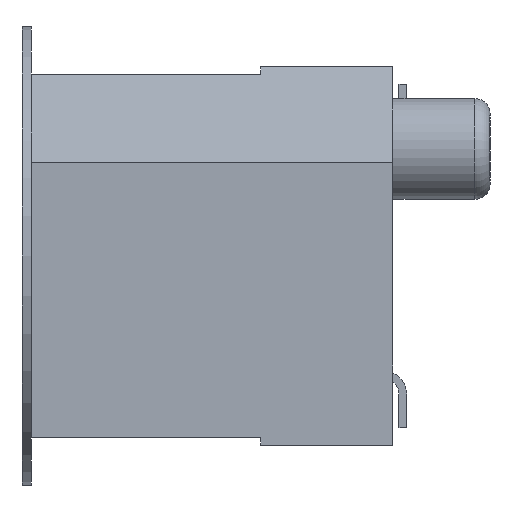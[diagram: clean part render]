
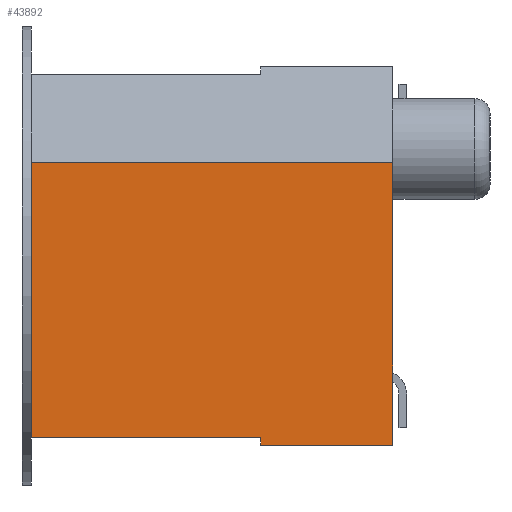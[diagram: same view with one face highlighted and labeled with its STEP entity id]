
A CAD part, left-side view. The second image highlights one B-rep face of the part: STEP entity #43892.
In plain terms, the highlighted planar face has unit normal (-1, 0, 0).
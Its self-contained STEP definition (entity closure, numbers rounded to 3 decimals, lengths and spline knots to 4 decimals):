
#1869=ORIENTED_EDGE('',*,*,#14711,.T.);
#1870=ORIENTED_EDGE('',*,*,#14712,.T.);
#1871=ORIENTED_EDGE('',*,*,#14708,.T.);
#1872=ORIENTED_EDGE('',*,*,#13906,.T.);
#1873=ORIENTED_EDGE('',*,*,#14713,.F.);
#1874=ORIENTED_EDGE('',*,*,#14714,.F.);
#13906=EDGE_CURVE('',#20488,#20487,#24875,.T.);
#14708=EDGE_CURVE('',#20968,#20488,#25677,.T.);
#14711=EDGE_CURVE('',#20970,#20971,#25680,.T.);
#14712=EDGE_CURVE('',#20971,#20968,#25681,.T.);
#14713=EDGE_CURVE('',#20972,#20487,#25682,.T.);
#14714=EDGE_CURVE('',#20970,#20972,#25683,.T.);
#20487=VERTEX_POINT('',#60185);
#20488=VERTEX_POINT('',#60187);
#20968=VERTEX_POINT('',#61710);
#20970=VERTEX_POINT('',#61716);
#20971=VERTEX_POINT('',#61717);
#20972=VERTEX_POINT('',#61720);
#24875=LINE('',#60186,#31123);
#25677=LINE('',#61709,#31925);
#25680=LINE('',#61715,#31928);
#25681=LINE('',#61718,#31929);
#25682=LINE('',#61719,#31930);
#25683=LINE('',#61721,#31931);
#31123=VECTOR('',#48657,1000.);
#31925=VECTOR('',#49941,1000.);
#31928=VECTOR('',#49946,1000.);
#31929=VECTOR('',#49947,1000.);
#31930=VECTOR('',#49948,1000.);
#31931=VECTOR('',#49949,1000.);
#37427=EDGE_LOOP('',(#1869,#1870,#1871,#1872,#1873,#1874));
#39641=FACE_BOUND('',#37427,.T.);
#41853=PLANE('',#46153);
#43892=ADVANCED_FACE('',(#39641),#41853,.F.);
#46153=AXIS2_PLACEMENT_3D('',#61714,#49944,#49945);
#48657=DIRECTION('',(0.,0.,1.));
#49941=DIRECTION('',(0.,-1.,0.));
#49944=DIRECTION('',(1.,0.,0.));
#49945=DIRECTION('',(0.,0.,-1.));
#49946=DIRECTION('',(0.,-1.,0.));
#49947=DIRECTION('',(0.,0.,-1.));
#49948=DIRECTION('',(0.,-1.,0.));
#49949=DIRECTION('',(0.,0.,1.));
#60185=CARTESIAN_POINT('',(-13.4,0.,1.225));
#60186=CARTESIAN_POINT('',(-13.4,0.,-2.475));
#60187=CARTESIAN_POINT('',(-13.4,0.,-2.475));
#61709=CARTESIAN_POINT('',(-13.4,4.73,-2.475));
#61710=CARTESIAN_POINT('',(-13.4,1.73,-2.475));
#61714=CARTESIAN_POINT('',(-13.4,4.73,-2.475));
#61715=CARTESIAN_POINT('',(-13.4,6.46,-2.375));
#61716=CARTESIAN_POINT('',(-13.4,4.73,-2.375));
#61717=CARTESIAN_POINT('',(-13.4,1.73,-2.375));
#61718=CARTESIAN_POINT('',(-13.4,1.73,-2.375));
#61719=CARTESIAN_POINT('',(-13.4,4.73,1.225));
#61720=CARTESIAN_POINT('',(-13.4,4.73,1.225));
#61721=CARTESIAN_POINT('',(-13.4,4.73,-2.475));
